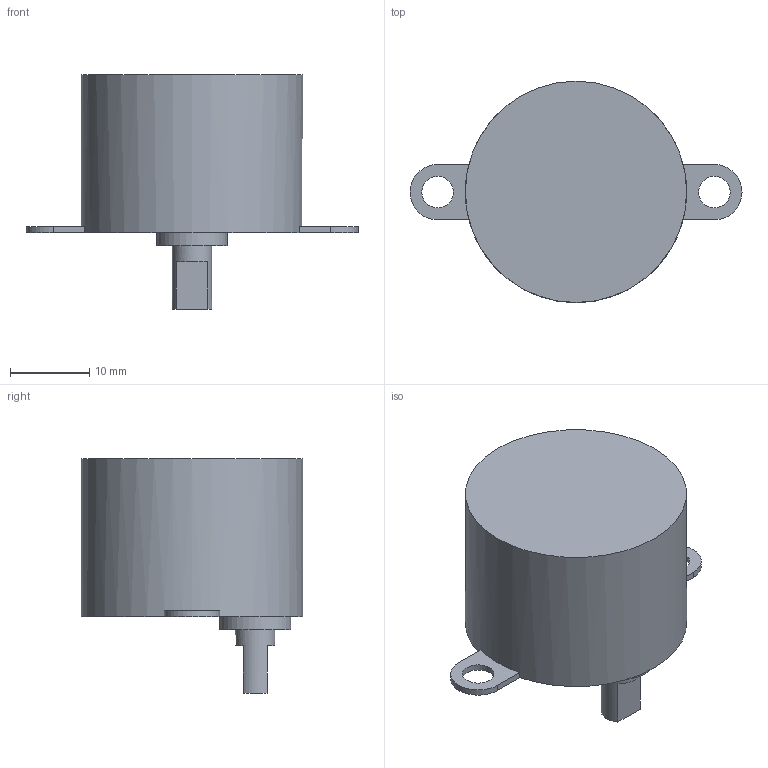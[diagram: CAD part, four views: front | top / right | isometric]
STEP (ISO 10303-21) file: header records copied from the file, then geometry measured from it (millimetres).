
FILE_DESCRIPTION(/* description */ (''),/* implementation_level */ '2;1');
FILE_NAME(/* name */ 'cuerpo motor v6.step',/* time_stamp */ '2024-11-08T10:04:35-03:00',/* author */ (''),/* organization */ (''),/* preprocessor_version */ 'ST-DEVELOPER v20',/* originating_system */ 'Autodesk Translation Framework v13.20.0.188',/* authorisation */ '');
FILE_SCHEMA (('AUTOMOTIVE_DESIGN { 1 0 10303 214 3 1 1 }'));
Length unit declared in the file: millimetre
Products named in the file (2): cuerpo motor; Eje motor
Assembly tree (1 placements, depth 2):
  cuerpo motor
    Eje motor
Bounding box: 42 x 28 x 29.65 mm (x, y, z)
Volume: 12543 mm3; surface area: 3492.2 mm2
Topology: 3 solids, 3 shells, 26 faces, 57 edges, 38 vertices
Faces by surface type: plane 17, cylinder 9
Full cylindrical faces by diameter (mm): 4 x2, 5 x3, 9 x1, 28 x1
Entity records: 792 total; most frequent: DIRECTION 141, CARTESIAN_POINT 124, ORIENTED_EDGE 114, EDGE_CURVE 57, AXIS2_PLACEMENT_3D 55, VERTEX_POINT 38, EDGE_LOOP 33, LINE 31
